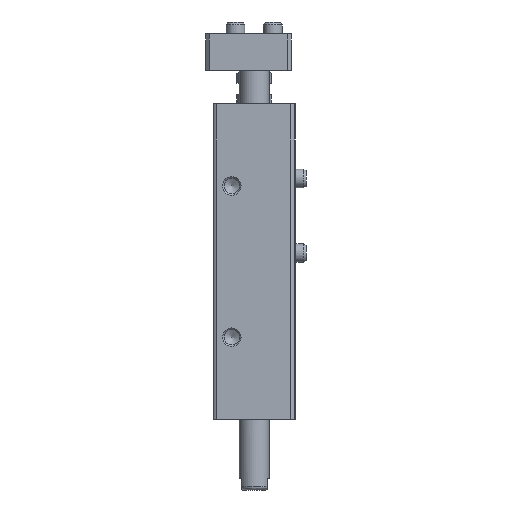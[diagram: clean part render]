
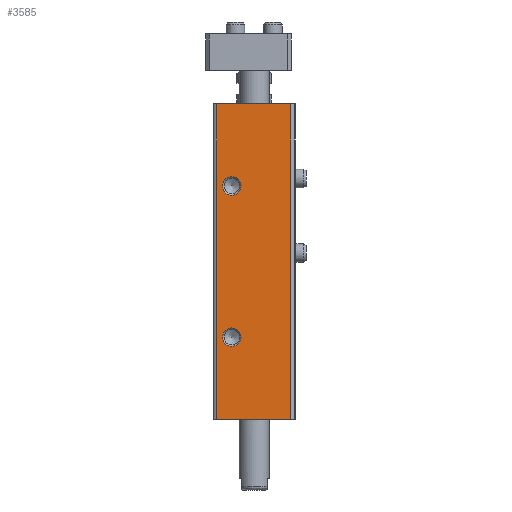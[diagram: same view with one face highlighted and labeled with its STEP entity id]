
A CAD part, left-side view. The second image highlights one B-rep face of the part: STEP entity #3585.
In plain terms, the highlighted planar face has unit normal (-1, 0, 0).
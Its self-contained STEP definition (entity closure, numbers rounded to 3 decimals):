
#112=PLANE('',#3885);
#229=CIRCLE('',#3886,2.5);
#230=CIRCLE('',#3887,2.5);
#467=ORIENTED_EDGE('',*,*,#1439,.T.);
#468=ORIENTED_EDGE('',*,*,#1440,.T.);
#469=ORIENTED_EDGE('',*,*,#1441,.F.);
#470=ORIENTED_EDGE('',*,*,#1442,.F.);
#471=ORIENTED_EDGE('',*,*,#1443,.T.);
#472=ORIENTED_EDGE('',*,*,#1444,.T.);
#1439=EDGE_CURVE('',#1925,#1925,#229,.T.);
#1440=EDGE_CURVE('',#1926,#1926,#230,.T.);
#1441=EDGE_CURVE('',#1927,#1928,#2285,.T.);
#1442=EDGE_CURVE('',#1929,#1927,#2286,.T.);
#1443=EDGE_CURVE('',#1929,#1930,#2287,.T.);
#1444=EDGE_CURVE('',#1930,#1928,#2288,.T.);
#1925=VERTEX_POINT('',#5498);
#1926=VERTEX_POINT('',#5500);
#1927=VERTEX_POINT('',#5502);
#1928=VERTEX_POINT('',#5503);
#1929=VERTEX_POINT('',#5505);
#1930=VERTEX_POINT('',#5507);
#2285=LINE('',#5501,#2539);
#2286=LINE('',#5504,#2540);
#2287=LINE('',#5506,#2541);
#2288=LINE('',#5508,#2542);
#2539=VECTOR('',#4344,1000.);
#2540=VECTOR('',#4345,1000.);
#2541=VECTOR('',#4346,1000.);
#2542=VECTOR('',#4347,1000.);
#2790=EDGE_LOOP('',(#467));
#2791=EDGE_LOOP('',(#468));
#2792=EDGE_LOOP('',(#469,#470,#471,#472));
#3144=FACE_BOUND('',#2790,.T.);
#3145=FACE_BOUND('',#2791,.T.);
#3146=FACE_BOUND('',#2792,.T.);
#3585=ADVANCED_FACE('',(#3144,#3145,#3146),#112,.T.);
#3885=AXIS2_PLACEMENT_3D('',#5496,#4338,#4339);
#3886=AXIS2_PLACEMENT_3D('',#5497,#4340,#4341);
#3887=AXIS2_PLACEMENT_3D('',#5499,#4342,#4343);
#4338=DIRECTION('',(-1.,0.,0.));
#4339=DIRECTION('',(0.,0.,1.));
#4340=DIRECTION('',(1.,0.,0.));
#4341=DIRECTION('',(0.,0.,-1.));
#4342=DIRECTION('',(1.,0.,0.));
#4343=DIRECTION('',(0.,0.,-1.));
#4344=DIRECTION('',(0.,-1.,0.));
#4345=DIRECTION('',(0.,0.,1.));
#4346=DIRECTION('',(0.,-1.,0.));
#4347=DIRECTION('',(0.,0.,1.));
#5496=CARTESIAN_POINT('',(-30.,10.,-84.6));
#5497=CARTESIAN_POINT('',(-30.,6.,-62.6));
#5498=CARTESIAN_POINT('',(-30.,6.,-65.1));
#5499=CARTESIAN_POINT('',(-30.,6.,-22.));
#5500=CARTESIAN_POINT('',(-30.,6.,-24.5));
#5501=CARTESIAN_POINT('',(-30.,10.,0.));
#5502=CARTESIAN_POINT('',(-30.,10.,0.));
#5503=CARTESIAN_POINT('',(-30.,-9.8,0.));
#5504=CARTESIAN_POINT('',(-30.,10.,-84.6));
#5505=CARTESIAN_POINT('',(-30.,10.,-84.6));
#5506=CARTESIAN_POINT('',(-30.,10.,-84.6));
#5507=CARTESIAN_POINT('',(-30.,-9.8,-84.6));
#5508=CARTESIAN_POINT('',(-30.,-9.8,-84.6));
